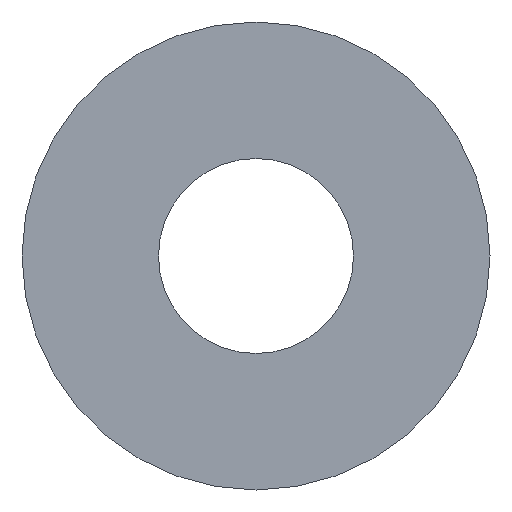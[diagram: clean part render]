
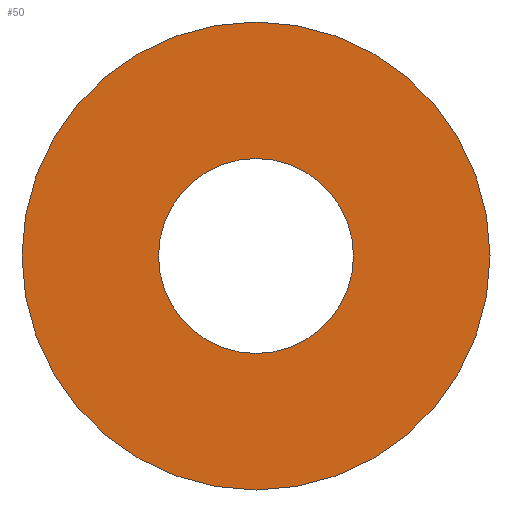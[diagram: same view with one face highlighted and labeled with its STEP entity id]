
A CAD part, front view. The second image highlights one B-rep face of the part: STEP entity #50.
In plain terms, the highlighted planar face has unit normal (0, -1, 0).
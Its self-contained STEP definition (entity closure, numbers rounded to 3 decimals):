
#50=ADVANCED_FACE('NONE',(#62,#63),#64,.F.);
#62=FACE_OUTER_BOUND('',#76,.T.);
#63=FACE_BOUND('',#77,.T.);
#64=PLANE('',#78);
#76=EDGE_LOOP('',(#109,#110));
#77=EDGE_LOOP('',(#111,#112));
#78=AXIS2_PLACEMENT_3D('',#113,#114,#115);
#109=ORIENTED_EDGE('',*,*,#127,.F.);
#110=ORIENTED_EDGE('',*,*,#134,.F.);
#111=ORIENTED_EDGE('',*,*,#123,.F.);
#112=ORIENTED_EDGE('',*,*,#131,.F.);
#113=CARTESIAN_POINT('',(-3.036,-15.0,-3.036));
#114=DIRECTION('',(0.0,1.0,0.0));
#115=DIRECTION('',(1.0,0.0,0.0));
#123=EDGE_CURVE('NONE',#135,#136,#137,.T.);
#127=EDGE_CURVE('NONE',#143,#144,#145,.T.);
#131=EDGE_CURVE('NONE',#136,#135,#151,.T.);
#134=EDGE_CURVE('NONE',#144,#143,#154,.T.);
#135=VERTEX_POINT('NONE',#155);
#136=VERTEX_POINT('NONE',#156);
#137=CIRCLE('',#157,1.25);
#143=VERTEX_POINT('NONE',#165);
#144=VERTEX_POINT('NONE',#166);
#145=CIRCLE('',#167,3.0);
#151=CIRCLE('',#175,1.25);
#154=CIRCLE('',#178,3.0);
#155=CARTESIAN_POINT('',(-1.25,-15.0,0.0));
#156=CARTESIAN_POINT('',(1.25,-15.0,0.));
#157=AXIS2_PLACEMENT_3D('',#179,#180,#181);
#165=CARTESIAN_POINT('',(-3.0,-15.0,0.0));
#166=CARTESIAN_POINT('',(3.0,-15.0,0.));
#167=AXIS2_PLACEMENT_3D('',#187,#188,#189);
#175=AXIS2_PLACEMENT_3D('',#195,#196,#197);
#178=AXIS2_PLACEMENT_3D('',#204,#205,#206);
#179=CARTESIAN_POINT('',(0.,-15.0,0.0));
#180=DIRECTION('',(0.,-1.0,0.0));
#181=DIRECTION('',(-1.0,0.,0.0));
#187=CARTESIAN_POINT('',(0.,-15.0,0.0));
#188=DIRECTION('',(0.0,1.0,0.0));
#189=DIRECTION('',(-1.0,0.0,0.0));
#195=CARTESIAN_POINT('',(0.,-15.0,0.0));
#196=DIRECTION('',(0.,-1.0,0.0));
#197=DIRECTION('',(-1.0,0.,0.0));
#204=CARTESIAN_POINT('',(0.,-15.0,0.0));
#205=DIRECTION('',(0.0,1.0,0.0));
#206=DIRECTION('',(-1.0,0.0,0.0));
